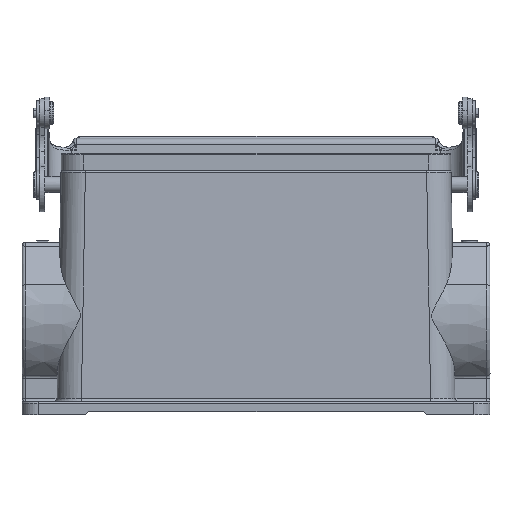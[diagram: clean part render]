
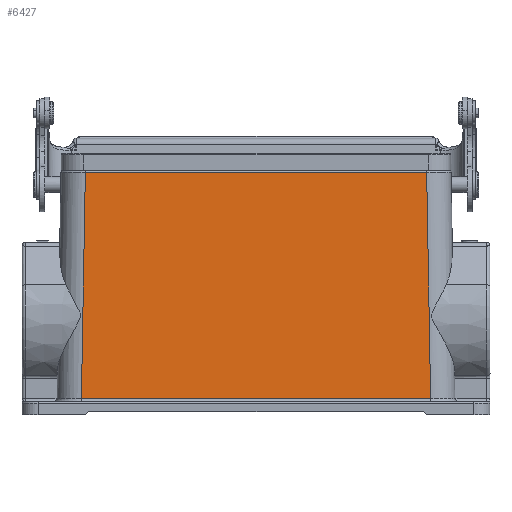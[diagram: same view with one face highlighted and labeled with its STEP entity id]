
A CAD part, top view. The second image highlights one B-rep face of the part: STEP entity #6427.
In plain terms, the highlighted planar face has unit normal (0, 0.018, 1).
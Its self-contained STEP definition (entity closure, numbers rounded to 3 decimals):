
#4539=FACE_OUTER_BOUND('',#9703,.T.);
#6427=ADVANCED_FACE('',(#4539),#7096,.T.);
#7096=PLANE('',#26207);
#9703=EDGE_LOOP('',(#15096,#15097,#15098,#15099));
#15096=ORIENTED_EDGE('',*,*,#20816,.T.);
#15097=ORIENTED_EDGE('',*,*,#21192,.F.);
#15098=ORIENTED_EDGE('',*,*,#20479,.T.);
#15099=ORIENTED_EDGE('',*,*,#21191,.F.);
#17741=VERTEX_POINT('',#39401);
#17743=VERTEX_POINT('',#39425);
#17963=VERTEX_POINT('',#40813);
#17975=VERTEX_POINT('',#40880);
#20479=EDGE_CURVE('',#17741,#17743,#22667,.T.);
#20816=EDGE_CURVE('',#17975,#17963,#22786,.T.);
#21191=EDGE_CURVE('',#17975,#17743,#22939,.T.);
#21192=EDGE_CURVE('',#17741,#17963,#22940,.T.);
#22667=LINE('',#39426,#24111);
#22786=LINE('',#40892,#24230);
#22939=LINE('',#42746,#24383);
#22940=LINE('',#42748,#24384);
#24111=VECTOR('',#29402,1.);
#24230=VECTOR('',#29993,1.);
#24383=VECTOR('',#30656,1.);
#24384=VECTOR('',#30659,1.);
#26207=AXIS2_PLACEMENT_3D('',#42749,#30660,#30661);
#29402=DIRECTION('',(1.,0.,0.));
#29993=DIRECTION('',(-1.,0.,0.));
#30656=DIRECTION('',(0.017,-1.,0.017));
#30659=DIRECTION('',(0.017,1.,-0.017));
#30660=DIRECTION('',(0.,0.017,1.));
#30661=DIRECTION('',(0.,-1.,0.017));
#39401=CARTESIAN_POINT('',(19.277,4.983,-5.278));
#39425=CARTESIAN_POINT('',(126.723,4.983,-5.278));
#39426=CARTESIAN_POINT('',(19.277,4.983,-5.278));
#40813=CARTESIAN_POINT('',(20.49,74.509,-6.491));
#40880=CARTESIAN_POINT('',(125.51,74.509,-6.491));
#40892=CARTESIAN_POINT('',(125.51,74.509,-6.491));
#42746=CARTESIAN_POINT('',(125.51,74.509,-6.491));
#42748=CARTESIAN_POINT('',(19.277,4.983,-5.278));
#42749=CARTESIAN_POINT('',(73.,39.746,-5.885));
